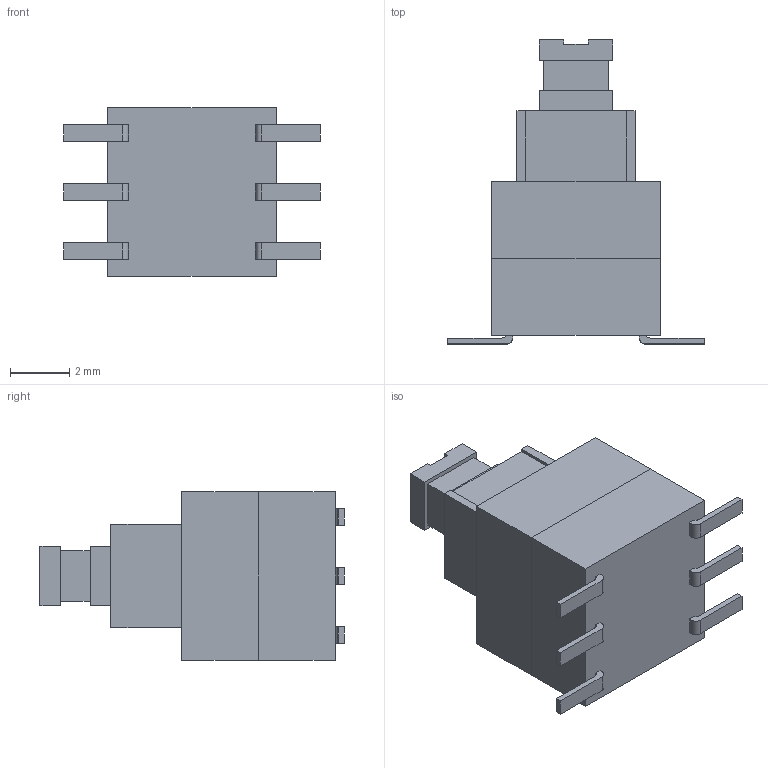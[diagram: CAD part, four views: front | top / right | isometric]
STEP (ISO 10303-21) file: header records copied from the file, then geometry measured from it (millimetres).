
FILE_DESCRIPTION (( 'STEP AP214' ), '1' );
FILE_NAME ('DPDT 5_7x5_7.STEP', '2018-08-19T12:54:57', ( '' ), ( '' ), 'SwSTEP 2.0', 'SolidWorks 2017', '' );
FILE_SCHEMA (( 'AUTOMOTIVE_DESIGN' ));
Length unit declared in the file: millimetre
Products named in the file (1): DPDT 5_7x5_7
Bounding box: 8.7 x 10.3 x 5.7 mm (x, y, z)
Volume: 212.9 mm3; surface area: 355.8 mm2
Topology: 3 solids, 3 shells, 93 faces, 234 edges, 156 vertices
Faces by surface type: plane 81, cylinder 12
Entity records: 3696 total; most frequent: CARTESIAN_POINT 487, ORIENTED_EDGE 468, DIRECTION 445, EDGE_CURVE 234, LINE 209, VECTOR 209, VERTEX_POINT 156, AXIS2_PLACEMENT_3D 118
